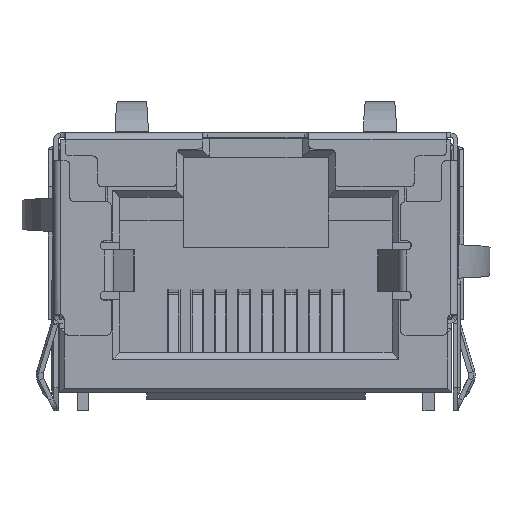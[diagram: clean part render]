
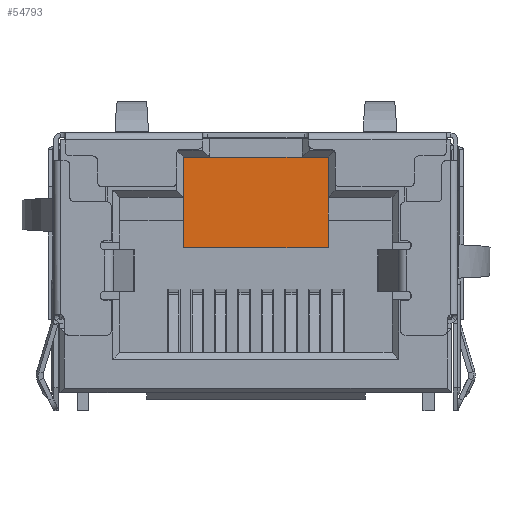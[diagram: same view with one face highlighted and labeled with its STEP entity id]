
A CAD part, front view. The second image highlights one B-rep face of the part: STEP entity #54793.
In plain terms, the highlighted face is planar.
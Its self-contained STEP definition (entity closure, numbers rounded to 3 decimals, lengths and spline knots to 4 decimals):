
#5943=LINE('',#82130,#10629);
#5945=LINE('',#82134,#10631);
#5950=LINE('',#82143,#10636);
#5955=LINE('',#82153,#10641);
#10629=VECTOR('',#67909,1000.);
#10631=VECTOR('',#67913,1000.);
#10636=VECTOR('',#67920,1000.);
#10641=VECTOR('',#67931,1000.);
#22198=ORIENTED_EDGE('',*,*,#28134,.T.);
#22199=ORIENTED_EDGE('',*,*,#28132,.T.);
#22200=ORIENTED_EDGE('',*,*,#28144,.T.);
#22201=ORIENTED_EDGE('',*,*,#28139,.T.);
#28132=EDGE_CURVE('',#31882,#31881,#5943,.T.);
#28134=EDGE_CURVE('',#31883,#31882,#5945,.T.);
#28139=EDGE_CURVE('',#31886,#31883,#5950,.T.);
#28144=EDGE_CURVE('',#31881,#31886,#5955,.T.);
#31881=VERTEX_POINT('',#82129);
#31882=VERTEX_POINT('',#82131);
#31883=VERTEX_POINT('',#82135);
#31886=VERTEX_POINT('',#82144);
#34460=EDGE_LOOP('',(#22198,#22199,#22200,#22201));
#36737=FACE_BOUND('',#34460,.T.);
#38313=PLANE('',#57621);
#54793=ADVANCED_FACE('',(#36737),#38313,.T.);
#57621=AXIS2_PLACEMENT_3D('',#82154,#67932,#67933);
#67909=DIRECTION('',(0.,0.,-1.));
#67913=DIRECTION('',(1.,0.,0.));
#67920=DIRECTION('',(0.,0.,1.));
#67931=DIRECTION('',(-1.,0.,0.));
#67932=DIRECTION('',(0.,1.,0.));
#67933=DIRECTION('',(1.,0.,0.));
#82129=CARTESIAN_POINT('',(3.15,14.7,-4.725));
#82130=CARTESIAN_POINT('',(3.15,14.7,-0.775));
#82131=CARTESIAN_POINT('',(3.15,14.7,-0.775));
#82134=CARTESIAN_POINT('',(-3.15,14.7,-0.775));
#82135=CARTESIAN_POINT('',(-3.15,14.7,-0.775));
#82143=CARTESIAN_POINT('',(-3.15,14.7,-4.725));
#82144=CARTESIAN_POINT('',(-3.15,14.7,-4.725));
#82153=CARTESIAN_POINT('',(3.15,14.7,-4.725));
#82154=CARTESIAN_POINT('',(0.,14.7,-2.75));
